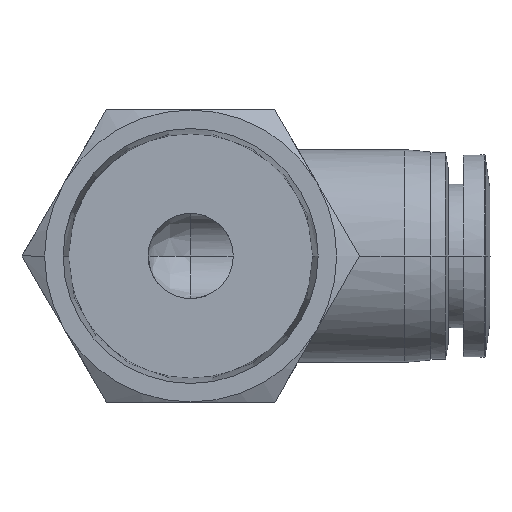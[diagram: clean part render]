
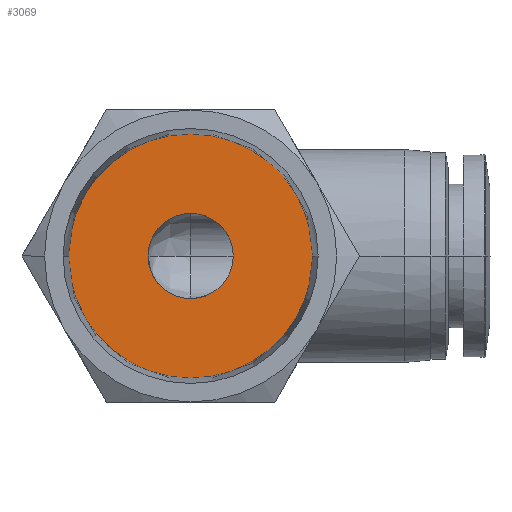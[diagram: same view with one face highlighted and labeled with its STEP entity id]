
A CAD part, front view. The second image highlights one B-rep face of the part: STEP entity #3069.
In plain terms, the highlighted planar face has unit normal (0, -1, 0).
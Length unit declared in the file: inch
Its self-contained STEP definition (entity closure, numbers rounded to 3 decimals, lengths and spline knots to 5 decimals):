
#108 = EDGE_CURVE ( 'NONE', #1415, #2804, #2865, .T. ) ;
#206 = ORIENTED_EDGE ( 'NONE', *, *, #461, .T. ) ;
#268 = AXIS2_PLACEMENT_3D ( 'NONE', #1213, #3767, #1580 ) ;
#298 = CARTESIAN_POINT ( 'NONE',  ( 0.1378, -0.07874, 0. ) ) ;
#461 = EDGE_CURVE ( 'NONE', #1818, #2541, #4589, .T. ) ;
#600 = EDGE_LOOP ( 'NONE', ( #3590, #206 ) ) ;
#911 = CARTESIAN_POINT ( 'NONE',  ( -0.39527, -0.07874, 0. ) ) ;
#1007 = ORIENTED_EDGE ( 'NONE', *, *, #108, .F. ) ;
#1080 = DIRECTION ( 'NONE',  ( -1., 0., 0. ) ) ;
#1087 = DIRECTION ( 'NONE',  ( 0., -1., 0. ) ) ;
#1097 = CARTESIAN_POINT ( 'NONE',  ( 0., -0.07874, 0. ) ) ;
#1139 = EDGE_CURVE ( 'NONE', #2541, #1818, #1400, .T. ) ;
#1213 = CARTESIAN_POINT ( 'NONE',  ( 0., -0.07874, 0. ) ) ;
#1249 = EDGE_LOOP ( 'NONE', ( #3467, #1007 ) ) ;
#1400 = CIRCLE ( 'NONE', #268, 0.39527 ) ;
#1410 = CARTESIAN_POINT ( 'NONE',  ( 0., -0.07874, 0. ) ) ;
#1415 = VERTEX_POINT ( 'NONE', #298 ) ;
#1580 = DIRECTION ( 'NONE',  ( 1., 0., 0. ) ) ;
#1660 = DIRECTION ( 'NONE',  ( 0., 1., 0. ) ) ;
#1673 = FACE_BOUND ( 'NONE', #1249, .T. ) ;
#1710 = DIRECTION ( 'NONE',  ( 1., 0., 0. ) ) ;
#1726 = DIRECTION ( 'NONE',  ( 0., -1., 0. ) ) ;
#1740 = CARTESIAN_POINT ( 'NONE',  ( 0., -0.07874, 0. ) ) ;
#1760 = AXIS2_PLACEMENT_3D ( 'NONE', #1740, #1726, #1710 ) ;
#1778 = DIRECTION ( 'NONE',  ( -1., 0., 0. ) ) ;
#1818 = VERTEX_POINT ( 'NONE', #911 ) ;
#2361 = PLANE ( 'NONE',  #4438 ) ;
#2480 = CARTESIAN_POINT ( 'NONE',  ( -0.1378, -0.07874, 0. ) ) ;
#2539 = CARTESIAN_POINT ( 'NONE',  ( 0.39527, -0.07874, 0. ) ) ;
#2541 = VERTEX_POINT ( 'NONE', #2539 ) ;
#2577 = CIRCLE ( 'NONE', #3810, 0.1378 ) ;
#2802 = EDGE_CURVE ( 'NONE', #2804, #1415, #2577, .T. ) ;
#2804 = VERTEX_POINT ( 'NONE', #2480 ) ;
#2865 = CIRCLE ( 'NONE', #3649, 0.1378 ) ;
#3069 = ADVANCED_FACE ( 'NONE', ( #1673, #3488 ), #2361, .F. ) ;
#3467 = ORIENTED_EDGE ( 'NONE', *, *, #2802, .F. ) ;
#3488 = FACE_OUTER_BOUND ( 'NONE', #600, .T. ) ;
#3590 = ORIENTED_EDGE ( 'NONE', *, *, #1139, .T. ) ;
#3649 = AXIS2_PLACEMENT_3D ( 'NONE', #1097, #1087, #1080 ) ;
#3767 = DIRECTION ( 'NONE',  ( 0., -1., 0. ) ) ;
#3810 = AXIS2_PLACEMENT_3D ( 'NONE', #1410, #3953, #1778 ) ;
#3844 = CARTESIAN_POINT ( 'NONE',  ( 0.26654, -0.07874, 0. ) ) ;
#3953 = DIRECTION ( 'NONE',  ( 0., -1., 0. ) ) ;
#4199 = DIRECTION ( 'NONE',  ( 0., 0., 1. ) ) ;
#4438 = AXIS2_PLACEMENT_3D ( 'NONE', #3844, #1660, #4199 ) ;
#4589 = CIRCLE ( 'NONE', #1760, 0.39527 ) ;
